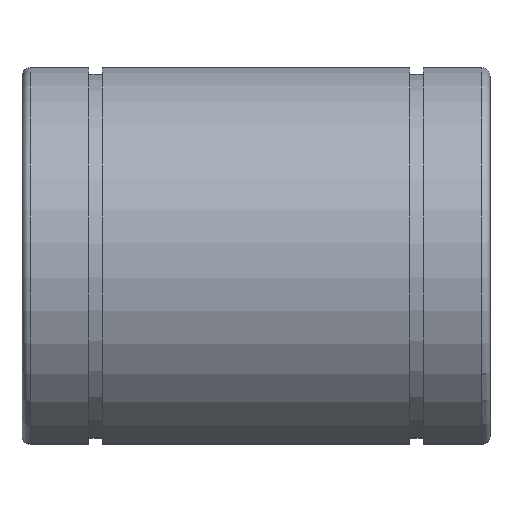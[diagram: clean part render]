
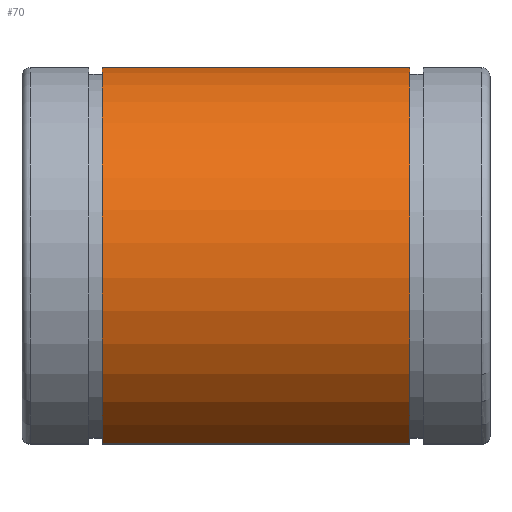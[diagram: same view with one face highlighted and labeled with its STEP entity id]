
A CAD part, top view. The second image highlights one B-rep face of the part: STEP entity #70.
In plain terms, the highlighted cylindrical face has radius 75 mm (diameter 150 mm), a partial arc.
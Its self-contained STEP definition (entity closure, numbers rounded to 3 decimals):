
#70 = ADVANCED_FACE( '', ( #137 ), #138, .T. );
#137 = FACE_OUTER_BOUND( '', #198, .T. );
#138 = CYLINDRICAL_SURFACE( '', #199, 75. );
#198 = EDGE_LOOP( '', ( #335, #336, #337, #338 ) );
#199 = AXIS2_PLACEMENT_3D( '', #339, #340, #341 );
#335 = ORIENTED_EDGE( '', *, *, #408, .F. );
#336 = ORIENTED_EDGE( '', *, *, #416, .T. );
#337 = ORIENTED_EDGE( '', *, *, #426, .T. );
#338 = ORIENTED_EDGE( '', *, *, #438, .T. );
#339 = CARTESIAN_POINT( '', ( 175., 0., 0. ) );
#340 = DIRECTION( '', ( -1., 0., 0. ) );
#341 = DIRECTION( '', ( 0., 0., -1. ) );
#408 = EDGE_CURVE( '', #493, #495, #496, .T. );
#416 = EDGE_CURVE( '', #493, #506, #508, .F. );
#426 = EDGE_CURVE( '', #506, #520, #521, .T. );
#438 = EDGE_CURVE( '', #520, #495, #536, .T. );
#493 = VERTEX_POINT( '', #699 );
#495 = VERTEX_POINT( '', #702 );
#496 = CIRCLE( '', #703, 75. );
#506 = VERTEX_POINT( '', #718 );
#508 = LINE( '', #721, #722 );
#520 = VERTEX_POINT( '', #771 );
#521 = CIRCLE( '', #772, 75. );
#536 = LINE( '', #791, #792 );
#699 = CARTESIAN_POINT( '', ( 145., -66.017, -35.592 ) );
#702 = CARTESIAN_POINT( '', ( 145., -66.017, 35.592 ) );
#703 = AXIS2_PLACEMENT_3D( '', #837, #838, #839 );
#718 = CARTESIAN_POINT( '', ( 30., -66.017, -35.592 ) );
#721 = CARTESIAN_POINT( '', ( 175., -66.017, -35.592 ) );
#722 = VECTOR( '', #846, 1000. );
#771 = CARTESIAN_POINT( '', ( 30., -66.017, 35.592 ) );
#772 = AXIS2_PLACEMENT_3D( '', #853, #854, #855 );
#791 = CARTESIAN_POINT( '', ( 175., -66.017, 35.592 ) );
#792 = VECTOR( '', #869, 1000. );
#837 = CARTESIAN_POINT( '', ( 145., 0., 0. ) );
#838 = DIRECTION( '', ( 1., 0., 0. ) );
#839 = DIRECTION( '', ( 0., 0., -1. ) );
#846 = DIRECTION( '', ( 1., 0., 0. ) );
#853 = CARTESIAN_POINT( '', ( 30., 0., 0. ) );
#854 = DIRECTION( '', ( 1., 0., 0. ) );
#855 = DIRECTION( '', ( 0., 0., -1. ) );
#869 = DIRECTION( '', ( 1., 0., 0. ) );
